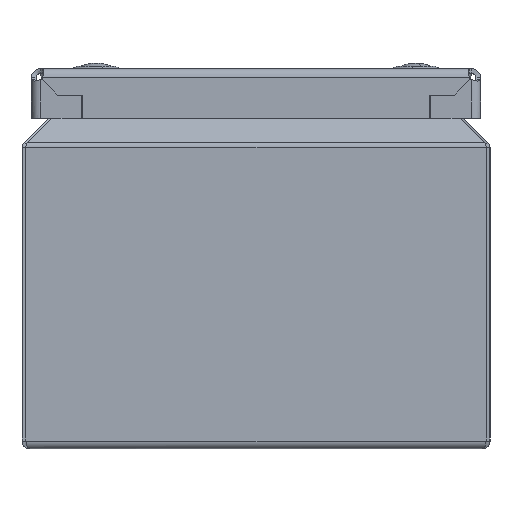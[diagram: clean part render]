
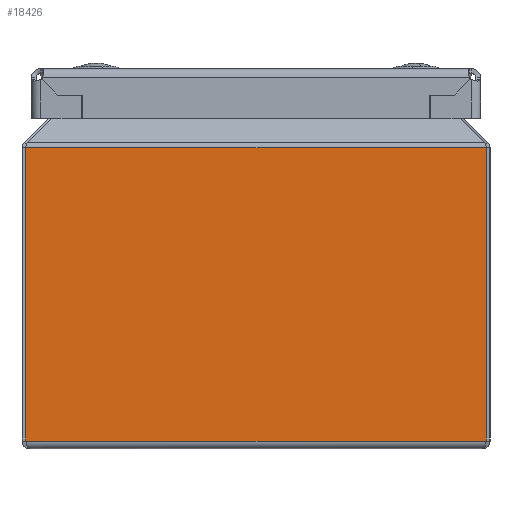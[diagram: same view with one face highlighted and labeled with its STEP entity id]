
A CAD part, left-side view. The second image highlights one B-rep face of the part: STEP entity #18426.
In plain terms, the highlighted planar face has unit normal (-1, 0, 0).
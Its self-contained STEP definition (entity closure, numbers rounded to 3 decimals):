
#1493 = CARTESIAN_POINT ( 'NONE',  ( -75., 73.75, 96.482 ) ) ;
#1494 = DIRECTION ( 'NONE',  ( 0., 0., -1. ) ) ;
#1495 = VECTOR ( 'NONE', #1494, 1000. ) ;
#1496 = CARTESIAN_POINT ( 'NONE',  ( -75., 73.75, 96.482 ) ) ;
#1497 = LINE ( 'NONE', #1496, #1495 ) ;
#1498 = CARTESIAN_POINT ( 'NONE',  ( -75., 73.75, 2.5 ) ) ;
#1911 = CARTESIAN_POINT ( 'NONE',  ( -75., -73.75, 96.482 ) ) ;
#1913 = DIRECTION ( 'NONE',  ( 0., -1., 0. ) ) ;
#1914 = VECTOR ( 'NONE', #1913, 1000. ) ;
#1915 = CARTESIAN_POINT ( 'NONE',  ( -75., 811.25, 2.5 ) ) ;
#1916 = LINE ( 'NONE', #1915, #1914 ) ;
#1917 = DIRECTION ( 'NONE',  ( 0., -1., 0. ) ) ;
#1918 = VECTOR ( 'NONE', #1917, 1000. ) ;
#1919 = CARTESIAN_POINT ( 'NONE',  ( -75., 811.25, 96.482 ) ) ;
#1920 = LINE ( 'NONE', #1919, #1918 ) ;
#1921 = DIRECTION ( 'NONE',  ( 0., 0., -1. ) ) ;
#1922 = DIRECTION ( 'NONE',  ( -1., 0., 0. ) ) ;
#1923 = CARTESIAN_POINT ( 'NONE',  ( -75., 811.25, 96.482 ) ) ;
#1924 = AXIS2_PLACEMENT_3D ( 'NONE', #1923, #1922, #1921 ) ;
#1925 = PLANE ( 'NONE',  #1924 ) ;
#1926 = FACE_OUTER_BOUND ( 'NONE', #18427, .T. ) ;
#1941 = CARTESIAN_POINT ( 'NONE',  ( -75., -73.75, 2.5 ) ) ;
#1942 = DIRECTION ( 'NONE',  ( 0., 0., 1. ) ) ;
#1943 = VECTOR ( 'NONE', #1942, 1000. ) ;
#1944 = CARTESIAN_POINT ( 'NONE',  ( -75., -73.75, 96.482 ) ) ;
#1945 = LINE ( 'NONE', #1944, #1943 ) ;
#18260 = VERTEX_POINT ( 'NONE', #1498 ) ;
#18262 = EDGE_CURVE ( 'NONE', #18263, #18260, #1497, .T. ) ;
#18263 = VERTEX_POINT ( 'NONE', #1493 ) ;
#18426 = ADVANCED_FACE ( 'NONE', ( #1926 ), #1925, .T. ) ;
#18427 = EDGE_LOOP ( 'NONE', ( #18428, #18429, #18431, #18432 ) ) ;
#18428 = ORIENTED_EDGE ( 'NONE', *, *, #18446, .T. ) ;
#18429 = ORIENTED_EDGE ( 'NONE', *, *, #18430, .F. ) ;
#18430 = EDGE_CURVE ( 'NONE', #18263, #18436, #1920, .T. ) ;
#18431 = ORIENTED_EDGE ( 'NONE', *, *, #18262, .T. ) ;
#18432 = ORIENTED_EDGE ( 'NONE', *, *, #18433, .T. ) ;
#18433 = EDGE_CURVE ( 'NONE', #18260, #18447, #1916, .T. ) ;
#18436 = VERTEX_POINT ( 'NONE', #1911 ) ;
#18446 = EDGE_CURVE ( 'NONE', #18447, #18436, #1945, .T. ) ;
#18447 = VERTEX_POINT ( 'NONE', #1941 ) ;
